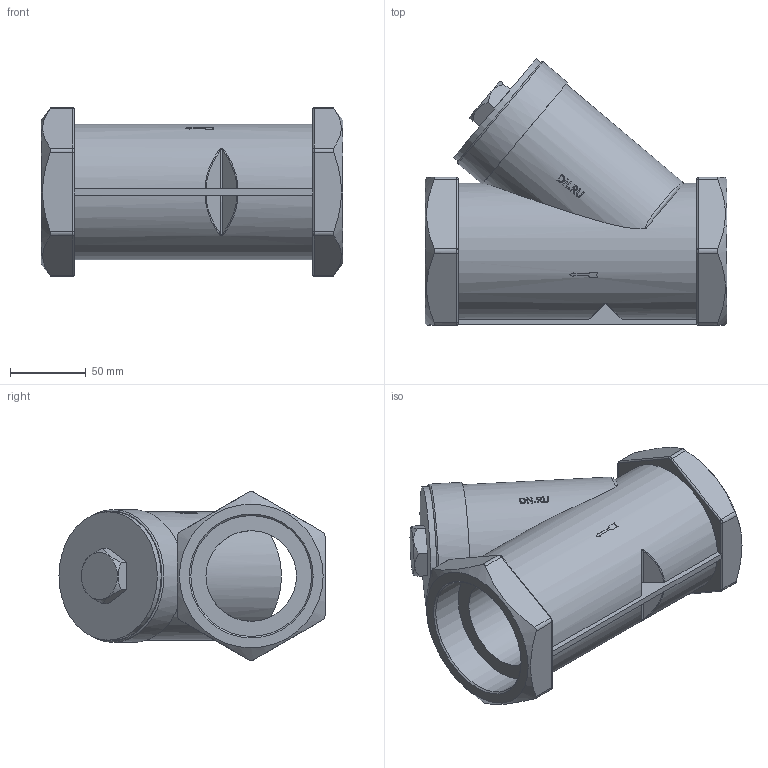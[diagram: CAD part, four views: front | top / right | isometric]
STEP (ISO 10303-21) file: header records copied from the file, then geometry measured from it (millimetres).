
FILE_DESCRIPTION(/* description */ (''),/* implementation_level */ '2;1');
FILE_NAME(/* name */ 'DN80_3D_STEP.stp',/* time_stamp */ '2024-04-15T00:01:06+03:00',/* author */ ('igorr'),/* organization */ (''),/* preprocessor_version */ 'ST-DEVELOPER v19.2',/* originating_system */ 'Autodesk Inventor 2023',/* authorisation */ '');
FILE_SCHEMA (('AUTOMOTIVE_DESIGN { 1 0 10303 214 3 1 1 }'));
Length unit declared in the file: millimetre
Products named in the file (1): Деталь
Bounding box: 200 x 176.2 x 111.92 mm (x, y, z)
Volume: 1302035.1 mm3; surface area: 136916 mm2
Topology: 1 solids, 1 shells, 175 faces, 455 edges, 295 vertices
Faces by surface type: plane 85, cylinder 42, bspline 30, torus 13, cone 5
Full cylindrical faces by diameter (mm): 60 x1, 80 x2, 85 x2, 88 x1
Entity records: 6874 total; most frequent: CARTESIAN_POINT 2476, ORIENTED_EDGE 910, DIRECTION 830, EDGE_CURVE 455, AXIS2_PLACEMENT_3D 328, VERTEX_POINT 295, EDGE_LOOP 192, STYLED_ITEM 176
